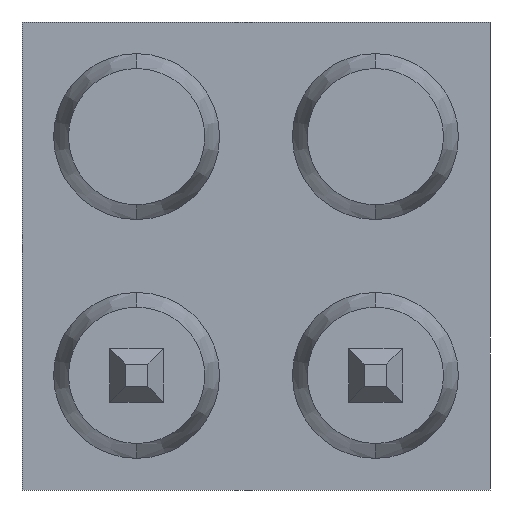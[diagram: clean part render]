
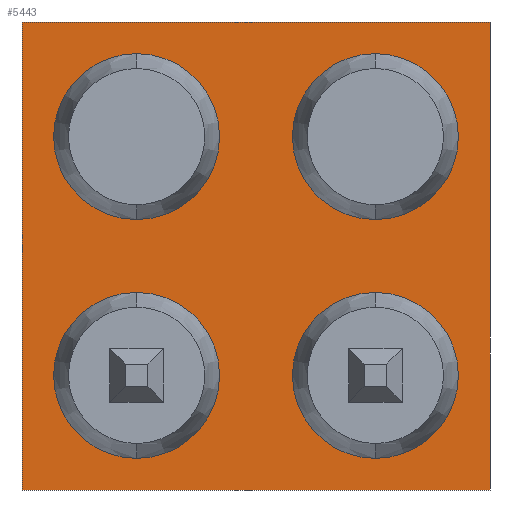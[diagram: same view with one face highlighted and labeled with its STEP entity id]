
A CAD part, front view. The second image highlights one B-rep face of the part: STEP entity #5443.
In plain terms, the highlighted planar face has unit normal (0, -1, 0).
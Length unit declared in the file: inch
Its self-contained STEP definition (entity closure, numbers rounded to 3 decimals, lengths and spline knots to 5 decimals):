
#53 = DIRECTION ( 'NONE',  ( 0., -1., 0. ) ) ;
#113 = VERTEX_POINT ( 'NONE', #8197 ) ;
#199 = VERTEX_POINT ( 'NONE', #667 ) ;
#363 = FACE_BOUND ( 'NONE', #3334, .T. ) ;
#667 = CARTESIAN_POINT ( 'NONE',  ( 0.392, 0., 0. ) ) ;
#676 = VERTEX_POINT ( 'NONE', #3126 ) ;
#935 = CARTESIAN_POINT ( 'NONE',  ( 0.096, 0., -0.096 ) ) ;
#1037 = CARTESIAN_POINT ( 'NONE',  ( 0.096, 0., -0.1655 ) ) ;
#1091 = CARTESIAN_POINT ( 'NONE',  ( 0.296, 0., -0.2265 ) ) ;
#1156 = AXIS2_PLACEMENT_3D ( 'NONE', #3378, #4689, #8253 ) ;
#1228 = EDGE_LOOP ( 'NONE', ( #5003, #1548 ) ) ;
#1477 = EDGE_LOOP ( 'NONE', ( #4866, #7708 ) ) ;
#1548 = ORIENTED_EDGE ( 'NONE', *, *, #7762, .F. ) ;
#1595 = CIRCLE ( 'NONE', #1156, 0.0695 ) ;
#1633 = DIRECTION ( 'NONE',  ( 0., -1., 0. ) ) ;
#1896 = AXIS2_PLACEMENT_3D ( 'NONE', #7611, #2063, #8300 ) ;
#1933 = CARTESIAN_POINT ( 'NONE',  ( 0.096, 0., -0.3655 ) ) ;
#2063 = DIRECTION ( 'NONE',  ( 0., -1., 0. ) ) ;
#2075 = CIRCLE ( 'NONE', #5289, 0.0695 ) ;
#2091 = LINE ( 'NONE', #4238, #7593 ) ;
#2157 = CARTESIAN_POINT ( 'NONE',  ( 0., 0., -0.392 ) ) ;
#2177 = CARTESIAN_POINT ( 'NONE',  ( 0., 0., 0. ) ) ;
#2222 = CIRCLE ( 'NONE', #6629, 0.0695 ) ;
#2288 = CARTESIAN_POINT ( 'NONE',  ( 0.096, 0., -0.2265 ) ) ;
#2292 = VERTEX_POINT ( 'NONE', #1037 ) ;
#2308 = DIRECTION ( 'NONE',  ( 0., 0., -1. ) ) ;
#2317 = EDGE_CURVE ( 'NONE', #113, #6701, #3897, .T. ) ;
#2340 = DIRECTION ( 'NONE',  ( 0., 0., -1. ) ) ;
#2343 = ORIENTED_EDGE ( 'NONE', *, *, #4809, .T. ) ;
#2365 = CARTESIAN_POINT ( 'NONE',  ( 0.096, 0., -0.296 ) ) ;
#2423 = FACE_BOUND ( 'NONE', #1228, .T. ) ;
#2426 = VERTEX_POINT ( 'NONE', #1933 ) ;
#2664 = CARTESIAN_POINT ( 'NONE',  ( 0.296, 0., -0.0265 ) ) ;
#2778 = DIRECTION ( 'NONE',  ( 0., 0., 1. ) ) ;
#2852 = VERTEX_POINT ( 'NONE', #2664 ) ;
#2868 = EDGE_LOOP ( 'NONE', ( #5553, #3902 ) ) ;
#2909 = CARTESIAN_POINT ( 'NONE',  ( 0.296, 0., -0.1655 ) ) ;
#3020 = VERTEX_POINT ( 'NONE', #2288 ) ;
#3042 = CARTESIAN_POINT ( 'NONE',  ( 0., 0., -0.392 ) ) ;
#3100 = AXIS2_PLACEMENT_3D ( 'NONE', #2365, #8610, #2308 ) ;
#3112 = EDGE_CURVE ( 'NONE', #2292, #3367, #5281, .T. ) ;
#3126 = CARTESIAN_POINT ( 'NONE',  ( 0.296, 0., -0.3655 ) ) ;
#3148 = EDGE_CURVE ( 'NONE', #6423, #2852, #2222, .T. ) ;
#3317 = FACE_OUTER_BOUND ( 'NONE', #8215, .T. ) ;
#3322 = VECTOR ( 'NONE', #7283, 39.37008 ) ;
#3334 = EDGE_LOOP ( 'NONE', ( #7013, #5337 ) ) ;
#3367 = VERTEX_POINT ( 'NONE', #6316 ) ;
#3378 = CARTESIAN_POINT ( 'NONE',  ( 0.296, 0., -0.296 ) ) ;
#3543 = ORIENTED_EDGE ( 'NONE', *, *, #2317, .F. ) ;
#3607 = EDGE_CURVE ( 'NONE', #2852, #6423, #2075, .T. ) ;
#3668 = VERTEX_POINT ( 'NONE', #1091 ) ;
#3897 = LINE ( 'NONE', #3042, #4503 ) ;
#3902 = ORIENTED_EDGE ( 'NONE', *, *, #3112, .F. ) ;
#3965 = CARTESIAN_POINT ( 'NONE',  ( 0.296, 0., -0.296 ) ) ;
#4002 = CARTESIAN_POINT ( 'NONE',  ( 0., 0., -0.392 ) ) ;
#4238 = CARTESIAN_POINT ( 'NONE',  ( 0.392, 0., -0.392 ) ) ;
#4245 = CARTESIAN_POINT ( 'NONE',  ( 0.296, 0., -0.096 ) ) ;
#4457 = CARTESIAN_POINT ( 'NONE',  ( 0., 0., 0. ) ) ;
#4503 = VECTOR ( 'NONE', #7358, 39.37008 ) ;
#4664 = CIRCLE ( 'NONE', #1896, 0.0695 ) ;
#4689 = DIRECTION ( 'NONE',  ( 0., -1., 0. ) ) ;
#4690 = CARTESIAN_POINT ( 'NONE',  ( 0.392, 0., -0.392 ) ) ;
#4809 = EDGE_CURVE ( 'NONE', #113, #8403, #6937, .T. ) ;
#4866 = ORIENTED_EDGE ( 'NONE', *, *, #3607, .F. ) ;
#4951 = EDGE_CURVE ( 'NONE', #6701, #199, #8689, .T. ) ;
#5003 = ORIENTED_EDGE ( 'NONE', *, *, #6235, .F. ) ;
#5066 = DIRECTION ( 'NONE',  ( 0., -1., 0. ) ) ;
#5252 = DIRECTION ( 'NONE',  ( 0., -1., 0. ) ) ;
#5281 = CIRCLE ( 'NONE', #6329, 0.0695 ) ;
#5289 = AXIS2_PLACEMENT_3D ( 'NONE', #4245, #53, #6335 ) ;
#5337 = ORIENTED_EDGE ( 'NONE', *, *, #8204, .F. ) ;
#5377 = DIRECTION ( 'NONE',  ( 0., 0., -1. ) ) ;
#5443 = ADVANCED_FACE ( 'NONE', ( #2423, #363, #3317, #7445, #7398 ), #6653, .T. ) ;
#5503 = VECTOR ( 'NONE', #5681, 39.37008 ) ;
#5516 = AXIS2_PLACEMENT_3D ( 'NONE', #4002, #5252, #8807 ) ;
#5553 = ORIENTED_EDGE ( 'NONE', *, *, #8560, .F. ) ;
#5681 = DIRECTION ( 'NONE',  ( 1., 0., 0. ) ) ;
#6235 = EDGE_CURVE ( 'NONE', #3668, #676, #8338, .T. ) ;
#6290 = AXIS2_PLACEMENT_3D ( 'NONE', #3965, #8249, #6781 ) ;
#6316 = CARTESIAN_POINT ( 'NONE',  ( 0.096, 0., -0.0265 ) ) ;
#6327 = EDGE_CURVE ( 'NONE', #8403, #199, #2091, .T. ) ;
#6329 = AXIS2_PLACEMENT_3D ( 'NONE', #935, #5066, #2340 ) ;
#6335 = DIRECTION ( 'NONE',  ( 0., 0., -1. ) ) ;
#6423 = VERTEX_POINT ( 'NONE', #2909 ) ;
#6629 = AXIS2_PLACEMENT_3D ( 'NONE', #6999, #8245, #5377 ) ;
#6653 = PLANE ( 'NONE',  #5516 ) ;
#6701 = VERTEX_POINT ( 'NONE', #2177 ) ;
#6781 = DIRECTION ( 'NONE',  ( 0., 0., -1. ) ) ;
#6888 = ORIENTED_EDGE ( 'NONE', *, *, #6327, .T. ) ;
#6937 = LINE ( 'NONE', #2157, #5503 ) ;
#6999 = CARTESIAN_POINT ( 'NONE',  ( 0.296, 0., -0.096 ) ) ;
#7013 = ORIENTED_EDGE ( 'NONE', *, *, #8833, .F. ) ;
#7283 = DIRECTION ( 'NONE',  ( 1., 0., 0. ) ) ;
#7358 = DIRECTION ( 'NONE',  ( 0., 0., 1. ) ) ;
#7364 = CARTESIAN_POINT ( 'NONE',  ( 0.096, 0., -0.096 ) ) ;
#7394 = DIRECTION ( 'NONE',  ( 0., 0., -1. ) ) ;
#7398 = FACE_BOUND ( 'NONE', #1477, .T. ) ;
#7445 = FACE_BOUND ( 'NONE', #2868, .T. ) ;
#7593 = VECTOR ( 'NONE', #2778, 39.37008 ) ;
#7611 = CARTESIAN_POINT ( 'NONE',  ( 0.096, 0., -0.296 ) ) ;
#7708 = ORIENTED_EDGE ( 'NONE', *, *, #3148, .F. ) ;
#7762 = EDGE_CURVE ( 'NONE', #676, #3668, #1595, .T. ) ;
#7792 = ORIENTED_EDGE ( 'NONE', *, *, #4951, .F. ) ;
#8197 = CARTESIAN_POINT ( 'NONE',  ( 0., 0., -0.392 ) ) ;
#8204 = EDGE_CURVE ( 'NONE', #2426, #3020, #4664, .T. ) ;
#8215 = EDGE_LOOP ( 'NONE', ( #7792, #3543, #2343, #6888 ) ) ;
#8245 = DIRECTION ( 'NONE',  ( 0., -1., 0. ) ) ;
#8249 = DIRECTION ( 'NONE',  ( 0., -1., 0. ) ) ;
#8253 = DIRECTION ( 'NONE',  ( 0., 0., -1. ) ) ;
#8300 = DIRECTION ( 'NONE',  ( 0., 0., -1. ) ) ;
#8338 = CIRCLE ( 'NONE', #6290, 0.0695 ) ;
#8403 = VERTEX_POINT ( 'NONE', #4690 ) ;
#8544 = CIRCLE ( 'NONE', #3100, 0.0695 ) ;
#8560 = EDGE_CURVE ( 'NONE', #3367, #2292, #8971, .T. ) ;
#8610 = DIRECTION ( 'NONE',  ( 0., -1., 0. ) ) ;
#8689 = LINE ( 'NONE', #4457, #3322 ) ;
#8807 = DIRECTION ( 'NONE',  ( 0., 0., -1. ) ) ;
#8814 = AXIS2_PLACEMENT_3D ( 'NONE', #7364, #1633, #7394 ) ;
#8833 = EDGE_CURVE ( 'NONE', #3020, #2426, #8544, .T. ) ;
#8971 = CIRCLE ( 'NONE', #8814, 0.0695 ) ;
